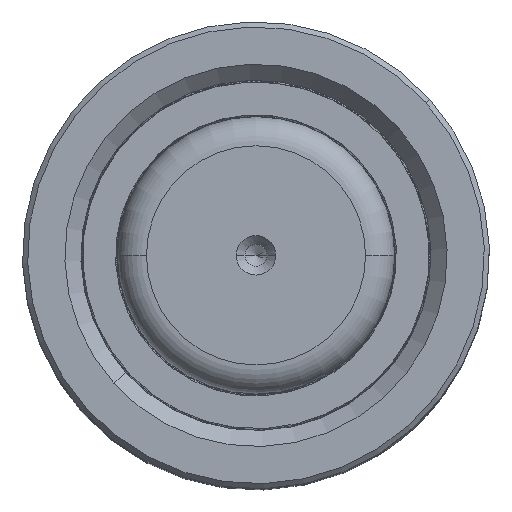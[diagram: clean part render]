
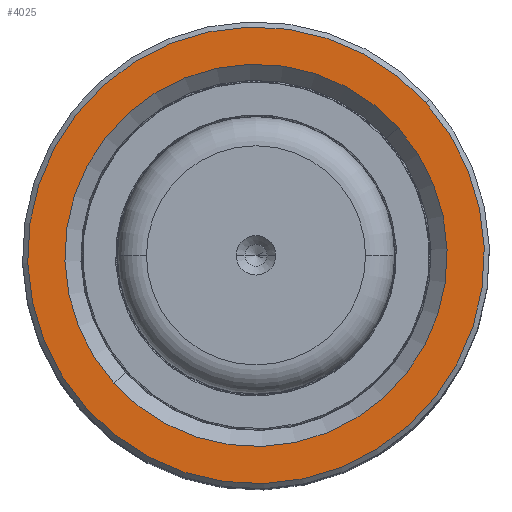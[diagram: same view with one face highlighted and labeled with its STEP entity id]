
A CAD part, top view. The second image highlights one B-rep face of the part: STEP entity #4025.
In plain terms, the highlighted planar face has unit normal (0, 0, 1).
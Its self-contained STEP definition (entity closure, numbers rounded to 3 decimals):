
#365 = AXIS2_PLACEMENT_3D ( 'NONE', #2322, #13177, #52995 ) ;
#1329 = DIRECTION ( 'NONE',  ( 0., 0., 1. ) ) ;
#2322 = CARTESIAN_POINT ( 'NONE',  ( 0., 0., 100. ) ) ;
#2784 = EDGE_CURVE ( 'NONE', #16694, #53463, #25452, .T. ) ;
#4025 = ADVANCED_FACE ( 'NONE', ( #24620, #26969 ), #16585, .T. ) ;
#5559 = ORIENTED_EDGE ( 'NONE', *, *, #17571, .T. ) ;
#11192 = VERTEX_POINT ( 'NONE', #34021 ) ;
#11622 = DIRECTION ( 'NONE',  ( 0., 0., -1. ) ) ;
#11720 = ORIENTED_EDGE ( 'NONE', *, *, #57506, .T. ) ;
#11938 = AXIS2_PLACEMENT_3D ( 'NONE', #52654, #12185, #32754 ) ;
#12144 = CARTESIAN_POINT ( 'NONE',  ( 0., 0., 100. ) ) ;
#12185 = DIRECTION ( 'NONE',  ( 0., 0., 1. ) ) ;
#12825 = CARTESIAN_POINT ( 'NONE',  ( 26.2, 0., 100. ) ) ;
#13177 = DIRECTION ( 'NONE',  ( 0., 0., -1. ) ) ;
#13320 = EDGE_LOOP ( 'NONE', ( #60076, #11720 ) ) ;
#16585 = PLANE ( 'NONE',  #59028 ) ;
#16694 = VERTEX_POINT ( 'NONE', #57599 ) ;
#17571 = EDGE_CURVE ( 'NONE', #53463, #16694, #62798, .T. ) ;
#18144 = AXIS2_PLACEMENT_3D ( 'NONE', #56914, #1329, #36742 ) ;
#19342 = CIRCLE ( 'NONE', #365, 26.2 ) ;
#24620 = FACE_OUTER_BOUND ( 'NONE', #54275, .T. ) ;
#25452 = CIRCLE ( 'NONE', #18144, 31.3 ) ;
#26969 = FACE_BOUND ( 'NONE', #13320, .T. ) ;
#29865 = ORIENTED_EDGE ( 'NONE', *, *, #2784, .T. ) ;
#31671 = CARTESIAN_POINT ( 'NONE',  ( -31.3, 0., 100. ) ) ;
#32754 = DIRECTION ( 'NONE',  ( 1., 0., 0. ) ) ;
#34021 = CARTESIAN_POINT ( 'NONE',  ( -26.2, 0., 100. ) ) ;
#36687 = DIRECTION ( 'NONE',  ( 1., 0., 0. ) ) ;
#36742 = DIRECTION ( 'NONE',  ( 1., 0., 0. ) ) ;
#36894 = DIRECTION ( 'NONE',  ( 0., 0., 1. ) ) ;
#36917 = EDGE_CURVE ( 'NONE', #56980, #11192, #42470, .T. ) ;
#42470 = CIRCLE ( 'NONE', #53786, 26.2 ) ;
#52654 = CARTESIAN_POINT ( 'NONE',  ( 0., 0., 100. ) ) ;
#52995 = DIRECTION ( 'NONE',  ( 1., 0., 0. ) ) ;
#53463 = VERTEX_POINT ( 'NONE', #31671 ) ;
#53786 = AXIS2_PLACEMENT_3D ( 'NONE', #57417, #11622, #57197 ) ;
#54275 = EDGE_LOOP ( 'NONE', ( #5559, #29865 ) ) ;
#56914 = CARTESIAN_POINT ( 'NONE',  ( 0., 0., 100. ) ) ;
#56980 = VERTEX_POINT ( 'NONE', #12825 ) ;
#57197 = DIRECTION ( 'NONE',  ( 1., 0., 0. ) ) ;
#57417 = CARTESIAN_POINT ( 'NONE',  ( 0., 0., 100. ) ) ;
#57506 = EDGE_CURVE ( 'NONE', #11192, #56980, #19342, .T. ) ;
#57599 = CARTESIAN_POINT ( 'NONE',  ( 31.3, 0., 100. ) ) ;
#59028 = AXIS2_PLACEMENT_3D ( 'NONE', #12144, #36894, #36687 ) ;
#60076 = ORIENTED_EDGE ( 'NONE', *, *, #36917, .T. ) ;
#62798 = CIRCLE ( 'NONE', #11938, 31.3 ) ;
